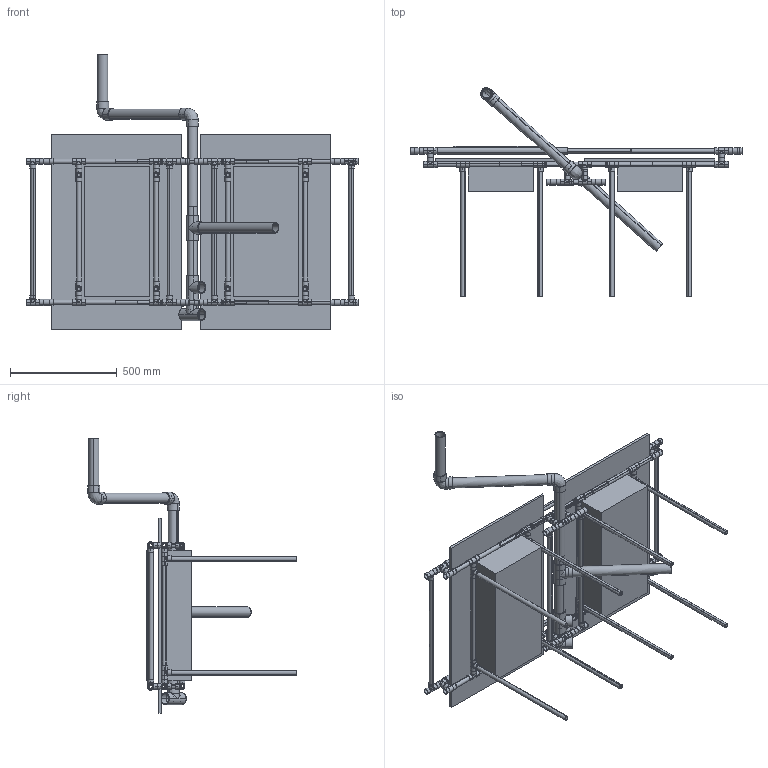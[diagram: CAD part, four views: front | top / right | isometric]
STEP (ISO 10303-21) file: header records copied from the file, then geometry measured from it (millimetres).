
FILE_DESCRIPTION (( 'STEP AP214' ), '1' );
FILE_NAME ('GarlicDrop.STEP', '2019-07-10T00:08:15', ( '' ), ( '' ), 'SwSTEP 2.0', 'SolidWorks 2018', '' );
FILE_SCHEMA (( 'AUTOMOTIVE_DESIGN' ));
Length unit declared in the file: inch
Products named in the file (14): Part1^GarlicDrop; PVC_1_5_SCH40_Pipe_garlicDrop; PVC_1_5_SCH40_Elbow; GarlicDrop; PVC_05_SCH40_Pipe_garlicDrop; PVC_05_SCH40_T_Slip; GarlicDrop_cover; GarlicDrop_Bin; PVC_1_SCH40_Pipe_GarlicDrop_slide; PVC_Short; PVC_Longer; PVC_Handle; PVC_1_5_SCH40_T_Slip; garlicDrop_lever
Assembly tree (92 placements, depth 3):
  Part1^GarlicDrop
  GarlicDrop
    PVC_05_SCH40_T_Slip  x40
    PVC_05_SCH40_Pipe_garlicDrop  x18
    garlicDrop_lever
      PVC_1_5_SCH40_Pipe_garlicDrop  x4
      PVC_1_5_SCH40_Elbow  x2
      PVC_1_5_SCH40_T_Slip  x3
      PVC_Handle
    PVC_1_SCH40_Pipe_GarlicDrop_slide  x2
    GarlicDrop_cover
    PVC_Longer  x12
    PVC_Short  x6
    GarlicDrop_Bin  x2
Bounding box: 1555.75 x 976.59 x 1288.29 mm (x, y, z)
Volume: 23773231.3 mm3; surface area: 7312715.5 mm2
Topology: 48 solids, 138 shells, 1022 faces, 2590 edges, 1842 vertices
Faces by surface type: cylinder 610, plane 406, bspline 6
Entity records: 8581 total; most frequent: CARTESIAN_POINT 4789, DIRECTION 698, ORIENTED_EDGE 498, AXIS2_PLACEMENT_3D 284, EDGE_CURVE 265, VERTEX_POINT 184, EDGE_LOOP 143, VECTOR 130
